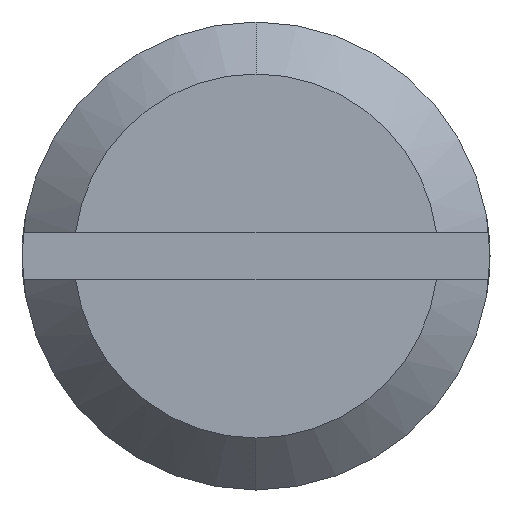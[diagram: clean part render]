
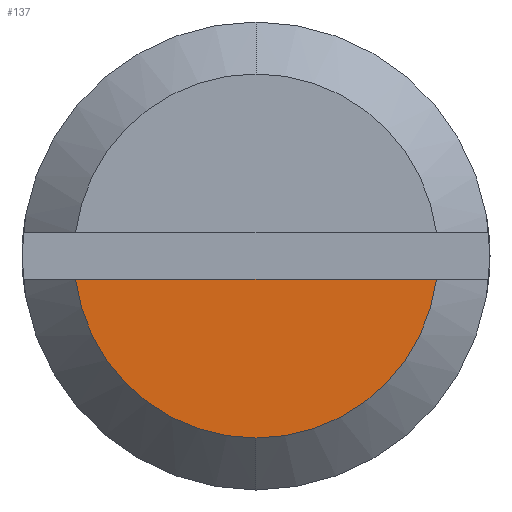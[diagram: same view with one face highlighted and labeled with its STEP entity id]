
A CAD part, front view. The second image highlights one B-rep face of the part: STEP entity #137.
In plain terms, the highlighted face is planar.
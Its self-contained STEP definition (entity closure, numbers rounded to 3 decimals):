
#137=ADVANCED_FACE('',(#409),#408,.F.);
#408=PLANE('',#711);
#409=FACE_OUTER_BOUND('',#712,.T.);
#708=CARTESIAN_POINT('',(-12.,-8.33,-7.61));
#709=DIRECTION('',(1.,0.,0.));
#710=DIRECTION('',(0.,1.,0.));
#711=AXIS2_PLACEMENT_3D('',#708,#709,#710);
#712=EDGE_LOOP('',(#958,#959,#960));
#958=ORIENTED_EDGE('',*,*,#1093,.F.);
#959=ORIENTED_EDGE('',*,*,#1102,.T.);
#960=ORIENTED_EDGE('',*,*,#1103,.T.);
#1093=EDGE_CURVE('',#1545,#1538,#1552,.T.);
#1102=EDGE_CURVE('',#1545,#1614,#1615,.T.);
#1103=EDGE_CURVE('',#1614,#1538,#1621,.T.);
#1538=VERTEX_POINT('',#2042);
#1545=VERTEX_POINT('',#2047);
#1552=LINE('',#2052,#2053);
#1614=VERTEX_POINT('',#2095);
#1615=CIRCLE('',#2099,7.);
#1621=CIRCLE('',#2103,7.);
#2042=CARTESIAN_POINT('',(-12.,-6.942,-0.9));
#2047=CARTESIAN_POINT('',(-12.,6.942,-0.9));
#2052=CARTESIAN_POINT('',(-12.,6.942,-0.9));
#2053=VECTOR('',#2054,13.884);
#2054=DIRECTION('',(0.,-1.,0.));
#2095=CARTESIAN_POINT('',(-12.,0.,-7.));
#2096=CARTESIAN_POINT('',(-12.,0.,0.));
#2097=DIRECTION('',(-1.,0.,0.));
#2098=DIRECTION('',(0.,0.992,-0.129));
#2099=AXIS2_PLACEMENT_3D('',#2096,#2097,#2098);
#2100=CARTESIAN_POINT('',(-12.,0.,0.));
#2101=DIRECTION('',(-1.,0.,0.));
#2102=DIRECTION('',(0.,0.992,-0.129));
#2103=AXIS2_PLACEMENT_3D('',#2100,#2101,#2102);
